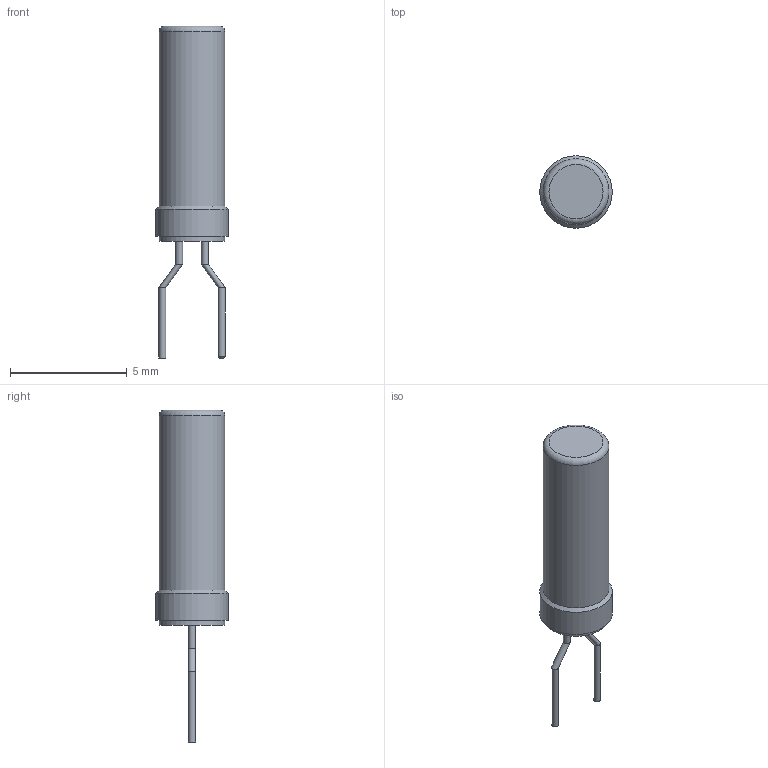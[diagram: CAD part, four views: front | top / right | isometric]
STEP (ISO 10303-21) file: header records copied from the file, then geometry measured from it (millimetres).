
FILE_DESCRIPTION(/* description */ ('model of Crystal_AT310_D3.0mm_L10.0mm_Vertical'),/* implementation_level */ '2;1');
FILE_NAME(/* name */ 'Crystal_AT310_D3.0mm_L10.0mm_Vertical.step',/* time_stamp */ '2019-07-06T22:04:08',/* author */ ('kicad StepUp','ksu'),/* organization */ ('FreeCAD'),/* preprocessor_version */ 'OCC',/* originating_system */ 'kicad StepUp',/* authorisation */ '');
FILE_SCHEMA(('AUTOMOTIVE_DESIGN { 1 0 10303 214 1 1 1 1 }'));
Length unit declared in the file: millimetre
Products named in the file (1): AT310_Vertical
Bounding box: 3.1 x 3.1 x 14.2 mm (x, y, z)
Volume: 59.6 mm3; surface area: 105.5 mm2
Topology: 1 solids, 1 shells, 17 faces, 28 edges, 16 vertices
Faces by surface type: cylinder 7, plane 5, extrusion 2, torus 2, cone 1
Full cylindrical faces by diameter (mm): 0.3 x4, 2.818 x2, 3.1 x1
Entity records: 535 total; most frequent: DIRECTION 84, CARTESIAN_POINT 62, ORIENTED_EDGE 56, AXIS2_PLACEMENT_3D 36, EDGE_CURVE 28, FACE_BOUND 20, EDGE_LOOP 20, CIRCLE 20
